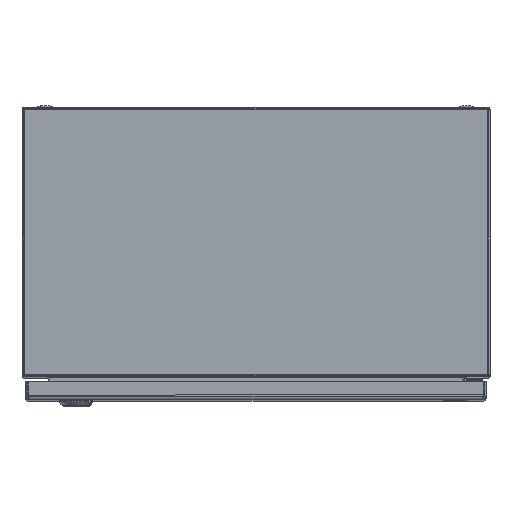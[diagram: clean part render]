
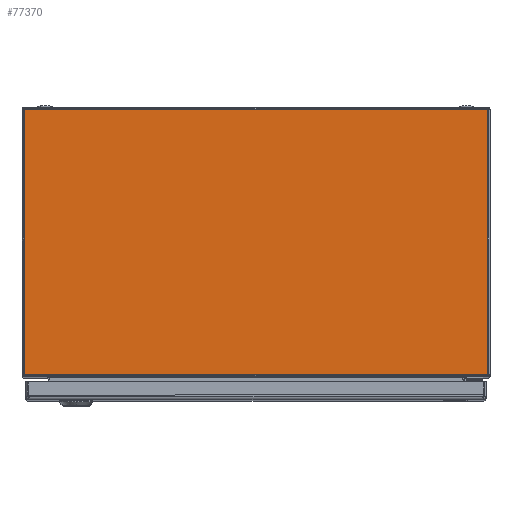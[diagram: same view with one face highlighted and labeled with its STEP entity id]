
A CAD part, top view. The second image highlights one B-rep face of the part: STEP entity #77370.
In plain terms, the highlighted face is planar.
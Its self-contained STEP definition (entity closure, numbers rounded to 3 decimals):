
#73413=DIRECTION('',(1.,0.,0.));
#73414=VECTOR('',#73413,396.);
#73415=CARTESIAN_POINT('',(-198.,600.,129.434));
#73416=LINE('',#73415,#73414);
#73458=DIRECTION('',(0.,0.,1.));
#73459=VECTOR('',#73458,226.3);
#73460=CARTESIAN_POINT('',(-198.,600.,-96.867));
#73461=LINE('',#73460,#73459);
#73915=DIRECTION('',(0.,0.,-1.));
#73916=VECTOR('',#73915,226.3);
#73917=CARTESIAN_POINT('',(198.,600.,129.434));
#73918=LINE('',#73917,#73916);
#73936=DIRECTION('',(-1.,0.,0.));
#73937=VECTOR('',#73936,396.);
#73938=CARTESIAN_POINT('',(198.,600.,-96.867));
#73939=LINE('',#73938,#73937);
#76454=CARTESIAN_POINT('',(198.,600.,129.434));
#76455=VERTEX_POINT('',#76454);
#76456=CARTESIAN_POINT('',(-198.,600.,129.434));
#76457=VERTEX_POINT('',#76456);
#76462=CARTESIAN_POINT('',(-198.,600.,-96.867));
#76463=VERTEX_POINT('',#76462);
#76580=CARTESIAN_POINT('',(198.,600.,-96.867));
#76581=VERTEX_POINT('',#76580);
#77358=CARTESIAN_POINT('',(100.,600.,1.2));
#77359=DIRECTION('',(0.,-1.,0.));
#77360=DIRECTION('',(0.,0.,-1.));
#77361=AXIS2_PLACEMENT_3D('',#77358,#77359,#77360);
#77362=PLANE('',#77361);
#77363=ORIENTED_EDGE('',*,*,#77083,.F.);
#77364=ORIENTED_EDGE('',*,*,#77113,.F.);
#77366=ORIENTED_EDGE('',*,*,#77365,.F.);
#77367=ORIENTED_EDGE('',*,*,#77350,.F.);
#77368=EDGE_LOOP('',(#77363,#77364,#77366,#77367));
#77369=FACE_OUTER_BOUND('',#77368,.F.);
#77083=EDGE_CURVE('',#76457,#76455,#73416,.T.);
#77113=EDGE_CURVE('',#76463,#76457,#73461,.T.);
#77350=EDGE_CURVE('',#76455,#76581,#73918,.T.);
#77365=EDGE_CURVE('',#76581,#76463,#73939,.T.);
#77370=ADVANCED_FACE('',(#77369),#77362,.F.);
